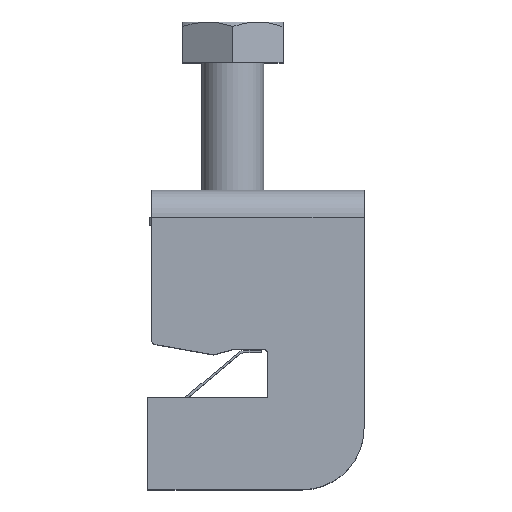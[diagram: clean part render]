
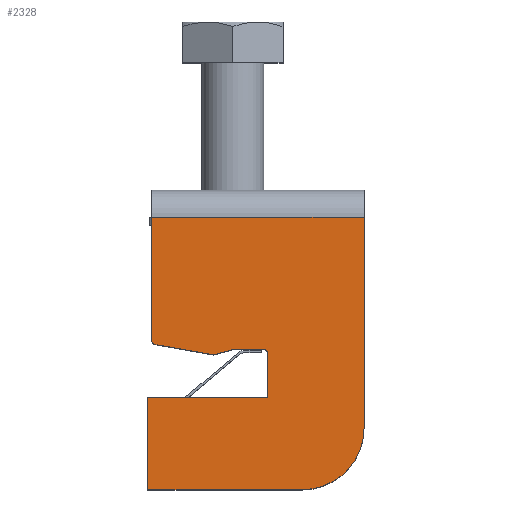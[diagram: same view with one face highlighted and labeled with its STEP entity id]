
A CAD part, top view. The second image highlights one B-rep face of the part: STEP entity #2328.
In plain terms, the highlighted planar face has unit normal (0, 0, 1).
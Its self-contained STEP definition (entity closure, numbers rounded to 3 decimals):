
#239=FACE_OUTER_BOUND('',#362,.T.);
#362=EDGE_LOOP('',(#1803,#1804,#1805,#1806,#1807,#1808,#1809,#1810,#1811,
#1812,#1813,#1814,#1815,#1816));
#456=CIRCLE('',#2484,0.5);
#457=CIRCLE('',#2485,0.5);
#458=CIRCLE('',#2486,0.5);
#459=CIRCLE('',#2487,8.);
#598=LINE('',#3556,#850);
#599=LINE('',#3559,#851);
#600=LINE('',#3563,#852);
#601=LINE('',#3565,#853);
#602=LINE('',#3567,#854);
#603=LINE('',#3571,#855);
#604=LINE('',#3575,#856);
#605=LINE('',#3577,#857);
#606=LINE('',#3579,#858);
#607=LINE('',#3582,#859);
#850=VECTOR('',#2875,27.5);
#851=VECTOR('',#2878,15.994);
#852=VECTOR('',#2881,7.704);
#853=VECTOR('',#2882,2.697);
#854=VECTOR('',#2883,3.895);
#855=VECTOR('',#2886,5.7);
#856=VECTOR('',#2889,15.499);
#857=VECTOR('',#2890,11.943);
#858=VECTOR('',#2891,20.);
#859=VECTOR('',#2894,27.3);
#1113=VERTEX_POINT('',#3552);
#1114=VERTEX_POINT('',#3554);
#1115=VERTEX_POINT('',#3558);
#1116=VERTEX_POINT('',#3560);
#1117=VERTEX_POINT('',#3562);
#1118=VERTEX_POINT('',#3564);
#1119=VERTEX_POINT('',#3566);
#1120=VERTEX_POINT('',#3568);
#1121=VERTEX_POINT('',#3570);
#1122=VERTEX_POINT('',#3572);
#1123=VERTEX_POINT('',#3574);
#1124=VERTEX_POINT('',#3576);
#1125=VERTEX_POINT('',#3578);
#1126=VERTEX_POINT('',#3580);
#1374=EDGE_CURVE('',#1114,#1113,#598,.T.);
#1375=EDGE_CURVE('',#1115,#1114,#599,.T.);
#1376=EDGE_CURVE('',#1116,#1115,#456,.T.);
#1377=EDGE_CURVE('',#1117,#1116,#600,.T.);
#1378=EDGE_CURVE('',#1118,#1117,#601,.T.);
#1379=EDGE_CURVE('',#1119,#1118,#602,.T.);
#1380=EDGE_CURVE('',#1120,#1119,#457,.T.);
#1381=EDGE_CURVE('',#1121,#1120,#603,.T.);
#1382=EDGE_CURVE('',#1122,#1121,#458,.T.);
#1383=EDGE_CURVE('',#1123,#1122,#604,.T.);
#1384=EDGE_CURVE('',#1124,#1123,#605,.T.);
#1385=EDGE_CURVE('',#1125,#1124,#606,.T.);
#1386=EDGE_CURVE('',#1126,#1125,#459,.T.);
#1387=EDGE_CURVE('',#1113,#1126,#607,.T.);
#1803=ORIENTED_EDGE('',*,*,#1375,.F.);
#1804=ORIENTED_EDGE('',*,*,#1376,.F.);
#1805=ORIENTED_EDGE('',*,*,#1377,.F.);
#1806=ORIENTED_EDGE('',*,*,#1378,.F.);
#1807=ORIENTED_EDGE('',*,*,#1379,.F.);
#1808=ORIENTED_EDGE('',*,*,#1380,.F.);
#1809=ORIENTED_EDGE('',*,*,#1381,.F.);
#1810=ORIENTED_EDGE('',*,*,#1382,.F.);
#1811=ORIENTED_EDGE('',*,*,#1383,.F.);
#1812=ORIENTED_EDGE('',*,*,#1384,.F.);
#1813=ORIENTED_EDGE('',*,*,#1385,.F.);
#1814=ORIENTED_EDGE('',*,*,#1386,.F.);
#1815=ORIENTED_EDGE('',*,*,#1387,.F.);
#1816=ORIENTED_EDGE('',*,*,#1374,.F.);
#2230=PLANE('',#2483);
#2328=ADVANCED_FACE('',(#239),#2230,.T.);
#2483=AXIS2_PLACEMENT_3D('',#3557,#2876,#2877);
#2484=AXIS2_PLACEMENT_3D('',#3561,#2879,#2880);
#2485=AXIS2_PLACEMENT_3D('',#3569,#2884,#2885);
#2486=AXIS2_PLACEMENT_3D('',#3573,#2887,#2888);
#2487=AXIS2_PLACEMENT_3D('',#3581,#2892,#2893);
#2875=DIRECTION('',(1.,0.,0.));
#2876=DIRECTION('center_axis',(0.,0.,
1.));
#2877=DIRECTION('ref_axis',(1.,0.,0.));
#2878=DIRECTION('',(0.,1.,0.));
#2879=DIRECTION('center_axis',(0.,0.,
-1.));
#2880=DIRECTION('ref_axis',(-0.766,-0.643,0.));
#2881=DIRECTION('',(-0.985,0.174,0.));
#2882=DIRECTION('',(-0.966,-0.259,0.));
#2883=DIRECTION('',(-1.,0.,0.));
#2884=DIRECTION('center_axis',(0.,0.,
1.));
#2885=DIRECTION('ref_axis',(0.707,0.707,0.));
#2886=DIRECTION('',(0.,1.,0.));
#2887=DIRECTION('center_axis',(0.,0.,
1.));
#2888=DIRECTION('ref_axis',(0.707,-0.707,0.));
#2889=DIRECTION('',(1.,0.,0.));
#2890=DIRECTION('',(0.,1.,0.));
#2891=DIRECTION('',(-1.,0.,0.));
#2892=DIRECTION('center_axis',(0.,0.,
-1.));
#2893=DIRECTION('ref_axis',(0.707,-0.707,0.));
#2894=DIRECTION('',(0.,-1.,0.));
#3552=CARTESIAN_POINT('',(-0.052,23.448,21.582));
#3554=CARTESIAN_POINT('',(-27.552,23.448,21.582));
#3556=CARTESIAN_POINT('',(-20.835,23.448,21.582));
#3557=CARTESIAN_POINT('Origin',(-15.825,-6.354,21.582));
#3558=CARTESIAN_POINT('',(-27.552,7.454,21.582));
#3559=CARTESIAN_POINT('',(-27.552,26.948,21.582));
#3560=CARTESIAN_POINT('',(-27.139,6.961,21.582));
#3561=CARTESIAN_POINT('Origin',(-27.052,7.454,21.582));
#3562=CARTESIAN_POINT('',(-19.552,5.624,21.582));
#3563=CARTESIAN_POINT('',(-27.552,7.034,21.582));
#3564=CARTESIAN_POINT('',(-16.948,6.321,21.582));
#3565=CARTESIAN_POINT('',(-19.552,5.624,21.582));
#3566=CARTESIAN_POINT('',(-13.052,6.321,21.582));
#3567=CARTESIAN_POINT('',(-16.948,6.321,21.582));
#3568=CARTESIAN_POINT('',(-12.552,5.821,21.582));
#3569=CARTESIAN_POINT('Origin',(-13.052,5.821,21.582));
#3570=CARTESIAN_POINT('',(-12.552,0.121,21.582));
#3571=CARTESIAN_POINT('',(-12.552,6.321,21.582));
#3572=CARTESIAN_POINT('',(-12.553,0.091,21.582));
#3573=CARTESIAN_POINT('Origin',(-13.052,0.121,21.582));
#3574=CARTESIAN_POINT('',(-28.052,0.091,21.582));
#3575=CARTESIAN_POINT('',(-28.052,0.091,21.582));
#3576=CARTESIAN_POINT('',(-28.052,-11.852,21.582));
#3577=CARTESIAN_POINT('',(-28.052,-11.852,21.582));
#3578=CARTESIAN_POINT('',(-8.052,-11.852,21.582));
#3579=CARTESIAN_POINT('',(-12.552,-11.852,21.582));
#3580=CARTESIAN_POINT('',(-0.052,-3.852,21.582));
#3581=CARTESIAN_POINT('Origin',(-8.052,-3.852,21.582));
#3582=CARTESIAN_POINT('',(-0.052,-11.852,21.582));
